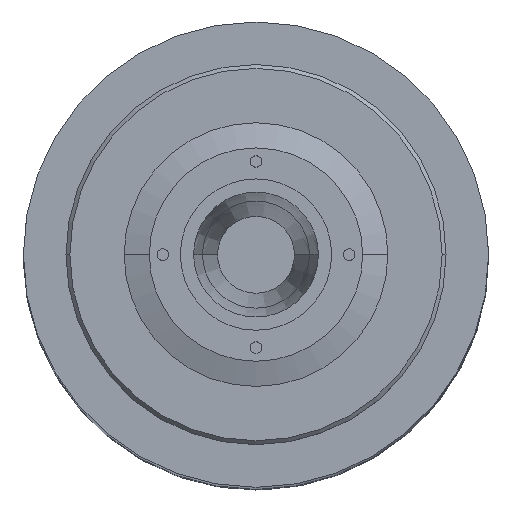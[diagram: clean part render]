
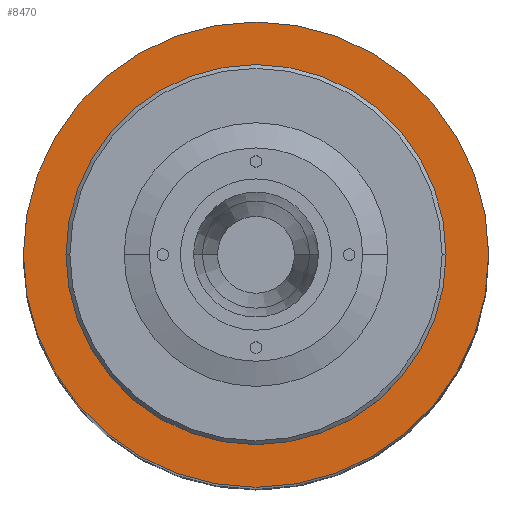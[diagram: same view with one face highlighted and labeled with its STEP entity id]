
A CAD part, top view. The second image highlights one B-rep face of the part: STEP entity #8470.
In plain terms, the highlighted planar face has unit normal (0, 0, 1).
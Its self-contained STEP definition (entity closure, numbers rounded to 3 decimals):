
#365 = CARTESIAN_POINT ( 'NONE',  ( 60., 0., 244.5 ) ) ;
#770 = DIRECTION ( 'NONE',  ( -1., 0., 0. ) ) ;
#898 = EDGE_CURVE ( 'NONE', #12357, #9566, #4530, .T. ) ;
#1025 = FACE_BOUND ( 'NONE', #10727, .T. ) ;
#1572 = CARTESIAN_POINT ( 'NONE',  ( 0., 0., 244.5 ) ) ;
#1933 = DIRECTION ( 'NONE',  ( 0., 0., -1. ) ) ;
#2131 = VERTEX_POINT ( 'NONE', #5324 ) ;
#2428 = AXIS2_PLACEMENT_3D ( 'NONE', #7191, #10475, #770 ) ;
#2727 = CARTESIAN_POINT ( 'NONE',  ( 13.793, 0., 244.5 ) ) ;
#2838 = ORIENTED_EDGE ( 'NONE', *, *, #898, .T. ) ;
#2872 = PLANE ( 'NONE',  #3338 ) ;
#3147 = EDGE_CURVE ( 'NONE', #2131, #9472, #10156, .T. ) ;
#3259 = ORIENTED_EDGE ( 'NONE', *, *, #7149, .F. ) ;
#3338 = AXIS2_PLACEMENT_3D ( 'NONE', #12312, #4847, #11357 ) ;
#3670 = AXIS2_PLACEMENT_3D ( 'NONE', #11577, #1933, #6265 ) ;
#4222 = ORIENTED_EDGE ( 'NONE', *, *, #3147, .F. ) ;
#4530 = CIRCLE ( 'NONE', #3670, 13.793 ) ;
#4780 = CARTESIAN_POINT ( 'NONE',  ( -13.793, 0., 244.5 ) ) ;
#4805 = AXIS2_PLACEMENT_3D ( 'NONE', #1572, #11202, #6954 ) ;
#4847 = DIRECTION ( 'NONE',  ( 0., 0., 1. ) ) ;
#5055 = CARTESIAN_POINT ( 'NONE',  ( 0., 0., 244.5 ) ) ;
#5137 = FACE_OUTER_BOUND ( 'NONE', #10969, .T. ) ;
#5324 = CARTESIAN_POINT ( 'NONE',  ( -60., 0., 244.5 ) ) ;
#6265 = DIRECTION ( 'NONE',  ( 1., 0., 0. ) ) ;
#6546 = AXIS2_PLACEMENT_3D ( 'NONE', #5055, #8207, #12461 ) ;
#6700 = CIRCLE ( 'NONE', #2428, 60. ) ;
#6845 = ORIENTED_EDGE ( 'NONE', *, *, #11419, .T. ) ;
#6954 = DIRECTION ( 'NONE',  ( 1., 0., 0. ) ) ;
#7149 = EDGE_CURVE ( 'NONE', #9472, #2131, #6700, .T. ) ;
#7191 = CARTESIAN_POINT ( 'NONE',  ( 0., 0., 244.5 ) ) ;
#8207 = DIRECTION ( 'NONE',  ( 0., 0., -1. ) ) ;
#8470 = ADVANCED_FACE ( 'NONE', ( #5137, #1025 ), #2872, .T. ) ;
#9472 = VERTEX_POINT ( 'NONE', #365 ) ;
#9566 = VERTEX_POINT ( 'NONE', #2727 ) ;
#10156 = CIRCLE ( 'NONE', #6546, 60. ) ;
#10475 = DIRECTION ( 'NONE',  ( 0., 0., -1. ) ) ;
#10727 = EDGE_LOOP ( 'NONE', ( #6845, #2838 ) ) ;
#10969 = EDGE_LOOP ( 'NONE', ( #4222, #3259 ) ) ;
#11202 = DIRECTION ( 'NONE',  ( 0., 0., -1. ) ) ;
#11348 = CIRCLE ( 'NONE', #4805, 13.793 ) ;
#11357 = DIRECTION ( 'NONE',  ( 1., 0., 0. ) ) ;
#11419 = EDGE_CURVE ( 'NONE', #9566, #12357, #11348, .T. ) ;
#11577 = CARTESIAN_POINT ( 'NONE',  ( 0., 0., 244.5 ) ) ;
#12312 = CARTESIAN_POINT ( 'NONE',  ( 0., 0., 244.5 ) ) ;
#12357 = VERTEX_POINT ( 'NONE', #4780 ) ;
#12461 = DIRECTION ( 'NONE',  ( -1., 0., 0. ) ) ;
